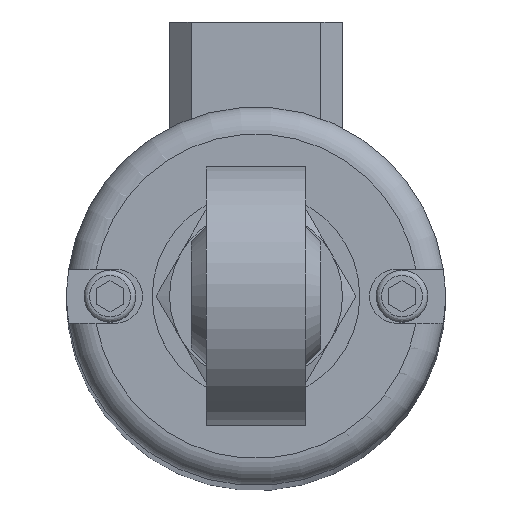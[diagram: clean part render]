
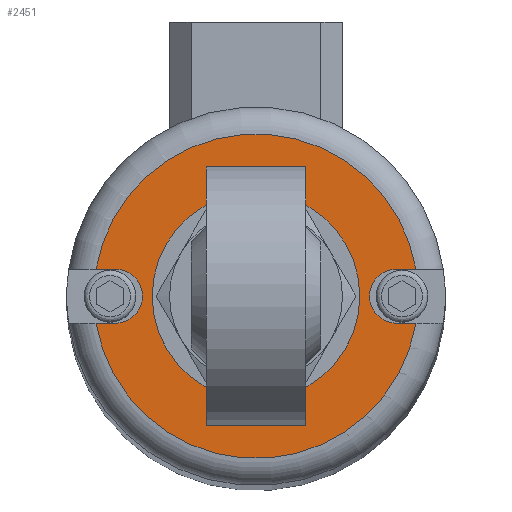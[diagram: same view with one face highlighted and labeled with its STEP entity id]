
A CAD part, top view. The second image highlights one B-rep face of the part: STEP entity #2451.
In plain terms, the highlighted planar face has unit normal (0, 0, 1).
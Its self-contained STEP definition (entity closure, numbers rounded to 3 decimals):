
#176=CIRCLE('',#2670,15.);
#177=CIRCLE('',#2671,2.5);
#178=CIRCLE('',#2672,15.);
#179=CIRCLE('',#2673,2.5);
#180=CIRCLE('',#2674,5.);
#333=ORIENTED_EDGE('',*,*,#1026,.F.);
#334=ORIENTED_EDGE('',*,*,#1027,.F.);
#335=ORIENTED_EDGE('',*,*,#1028,.F.);
#336=ORIENTED_EDGE('',*,*,#1029,.F.);
#337=ORIENTED_EDGE('',*,*,#1030,.F.);
#338=ORIENTED_EDGE('',*,*,#1031,.F.);
#339=ORIENTED_EDGE('',*,*,#1032,.F.);
#340=ORIENTED_EDGE('',*,*,#1033,.F.);
#341=ORIENTED_EDGE('',*,*,#1034,.T.);
#1026=EDGE_CURVE('',#1368,#1369,#176,.T.);
#1027=EDGE_CURVE('',#1370,#1368,#1567,.T.);
#1028=EDGE_CURVE('',#1371,#1370,#177,.F.);
#1029=EDGE_CURVE('',#1372,#1371,#1568,.T.);
#1030=EDGE_CURVE('',#1373,#1372,#178,.T.);
#1031=EDGE_CURVE('',#1374,#1373,#1569,.T.);
#1032=EDGE_CURVE('',#1375,#1374,#179,.F.);
#1033=EDGE_CURVE('',#1369,#1375,#1570,.T.);
#1034=EDGE_CURVE('',#1376,#1376,#180,.T.);
#1368=VERTEX_POINT('',#3818);
#1369=VERTEX_POINT('',#3819);
#1370=VERTEX_POINT('',#3821);
#1371=VERTEX_POINT('',#3823);
#1372=VERTEX_POINT('',#3825);
#1373=VERTEX_POINT('',#3827);
#1374=VERTEX_POINT('',#3829);
#1375=VERTEX_POINT('',#3831);
#1376=VERTEX_POINT('',#3834);
#1567=LINE('',#3820,#1769);
#1568=LINE('',#3824,#1770);
#1569=LINE('',#3828,#1771);
#1570=LINE('',#3832,#1772);
#1769=VECTOR('',#3014,1000.);
#1770=VECTOR('',#3017,1000.);
#1771=VECTOR('',#3020,1000.);
#1772=VECTOR('',#3023,1000.);
#1946=EDGE_LOOP('',(#333,#334,#335,#336,#337,#338,#339,#340));
#1947=EDGE_LOOP('',(#341));
#2150=FACE_BOUND('',#1946,.T.);
#2151=FACE_BOUND('',#1947,.T.);
#2341=PLANE('',#2669);
#2451=ADVANCED_FACE('',(#2150,#2151),#2341,.F.);
#2669=AXIS2_PLACEMENT_3D('',#3816,#3010,#3011);
#2670=AXIS2_PLACEMENT_3D('',#3817,#3012,#3013);
#2671=AXIS2_PLACEMENT_3D('',#3822,#3015,#3016);
#2672=AXIS2_PLACEMENT_3D('',#3826,#3018,#3019);
#2673=AXIS2_PLACEMENT_3D('',#3830,#3021,#3022);
#2674=AXIS2_PLACEMENT_3D('',#3833,#3024,#3025);
#3010=DIRECTION('',(0.,0.,-1.));
#3011=DIRECTION('',(-1.,0.,0.));
#3012=DIRECTION('',(0.,0.,-1.));
#3013=DIRECTION('',(-1.,0.,0.));
#3014=DIRECTION('',(-1.,0.,0.));
#3015=DIRECTION('',(0.,0.,-1.));
#3016=DIRECTION('',(-1.,0.,0.));
#3017=DIRECTION('',(1.,0.,0.));
#3018=DIRECTION('',(0.,0.,-1.));
#3019=DIRECTION('',(-1.,0.,0.));
#3020=DIRECTION('',(1.,0.,0.));
#3021=DIRECTION('',(0.,0.,-1.));
#3022=DIRECTION('',(-1.,0.,0.));
#3023=DIRECTION('',(-1.,0.,0.));
#3024=DIRECTION('',(0.,0.,-1.));
#3025=DIRECTION('',(-1.,0.,0.));
#3816=CARTESIAN_POINT('',(0.,5.,0.));
#3817=CARTESIAN_POINT('',(0.,0.,0.));
#3818=CARTESIAN_POINT('',(-14.79,2.5,0.));
#3819=CARTESIAN_POINT('',(14.79,2.5,0.));
#3820=CARTESIAN_POINT('',(0.,2.5,0.));
#3821=CARTESIAN_POINT('',(-13.,2.5,0.));
#3822=CARTESIAN_POINT('',(-13.,0.,0.));
#3823=CARTESIAN_POINT('',(-13.,-2.5,0.));
#3824=CARTESIAN_POINT('',(0.,-2.5,0.));
#3825=CARTESIAN_POINT('',(-14.79,-2.5,0.));
#3826=CARTESIAN_POINT('',(0.,0.,0.));
#3827=CARTESIAN_POINT('',(14.79,-2.5,0.));
#3828=CARTESIAN_POINT('',(0.,-2.5,0.));
#3829=CARTESIAN_POINT('',(13.,-2.5,0.));
#3830=CARTESIAN_POINT('',(13.,0.,0.));
#3831=CARTESIAN_POINT('',(13.,2.5,0.));
#3832=CARTESIAN_POINT('',(0.,2.5,0.));
#3833=CARTESIAN_POINT('',(0.,0.,0.));
#3834=CARTESIAN_POINT('',(-5.,0.,0.));
